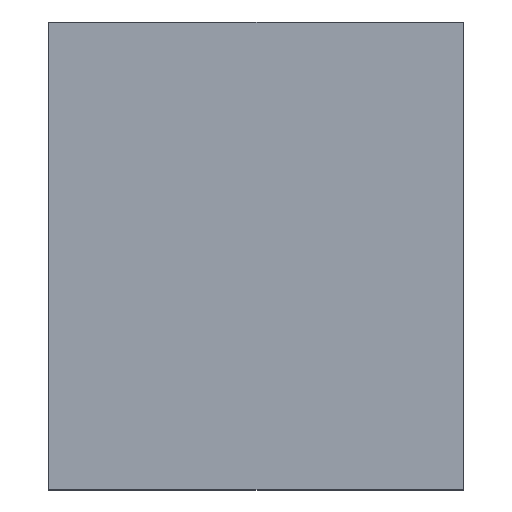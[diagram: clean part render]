
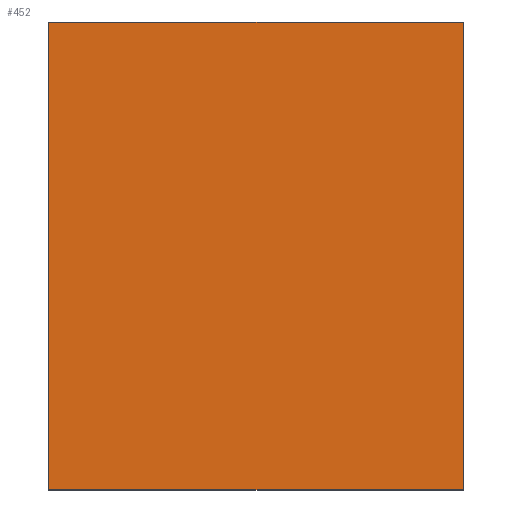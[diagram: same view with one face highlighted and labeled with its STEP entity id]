
A CAD part, top view. The second image highlights one B-rep face of the part: STEP entity #452.
In plain terms, the highlighted planar face has unit normal (0, 0, 1).
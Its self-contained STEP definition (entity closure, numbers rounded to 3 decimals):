
#40=FACE_OUTER_BOUND('',#64,.T.);
#64=EDGE_LOOP('',(#401,#402,#403,#404));
#118=LINE('',#714,#178);
#120=LINE('',#718,#180);
#122=LINE('',#722,#182);
#124=LINE('',#725,#184);
#178=VECTOR('',#587,10.);
#180=VECTOR('',#591,10.);
#182=VECTOR('',#595,10.);
#184=VECTOR('',#599,10.);
#221=VERTEX_POINT('',#711);
#222=VERTEX_POINT('',#713);
#223=VERTEX_POINT('',#717);
#224=VERTEX_POINT('',#721);
#278=EDGE_CURVE('',#222,#221,#118,.T.);
#280=EDGE_CURVE('',#223,#222,#120,.T.);
#282=EDGE_CURVE('',#224,#223,#122,.T.);
#284=EDGE_CURVE('',#221,#224,#124,.T.);
#401=ORIENTED_EDGE('',*,*,#284,.T.);
#402=ORIENTED_EDGE('',*,*,#282,.T.);
#403=ORIENTED_EDGE('',*,*,#280,.T.);
#404=ORIENTED_EDGE('',*,*,#278,.T.);
#428=PLANE('',#491);
#452=ADVANCED_FACE('',(#40),#428,.T.);
#491=AXIS2_PLACEMENT_3D('',#726,#600,#601);
#587=DIRECTION('',(0.,1.,0.));
#591=DIRECTION('',(1.,0.,0.));
#595=DIRECTION('',(0.,-1.,0.));
#599=DIRECTION('',(-1.,0.,0.));
#600=DIRECTION('center_axis',(0.,0.,1.));
#601=DIRECTION('ref_axis',(1.,0.,0.));
#711=CARTESIAN_POINT('',(82.5,93.5,27.));
#713=CARTESIAN_POINT('',(82.5,-2.5,27.));
#714=CARTESIAN_POINT('',(82.5,-2.5,27.));
#717=CARTESIAN_POINT('',(-2.5,-2.5,27.));
#718=CARTESIAN_POINT('',(-2.5,-2.5,27.));
#721=CARTESIAN_POINT('',(-2.5,93.5,27.));
#722=CARTESIAN_POINT('',(-2.5,93.5,27.));
#725=CARTESIAN_POINT('',(82.5,93.5,27.));
#726=CARTESIAN_POINT('Origin',(40.,45.5,27.));
